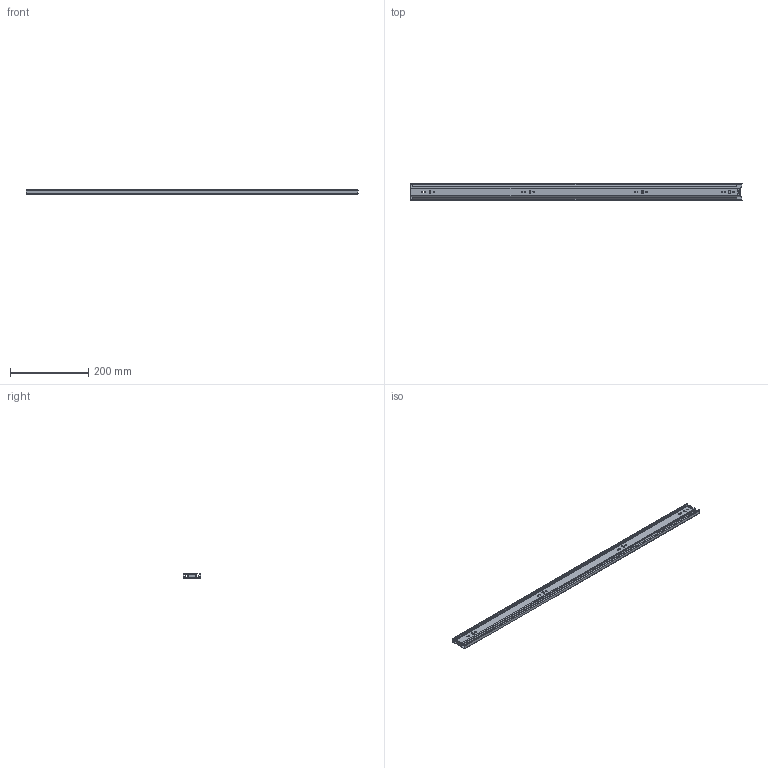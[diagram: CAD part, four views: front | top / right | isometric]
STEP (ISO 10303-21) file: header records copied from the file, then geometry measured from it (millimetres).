
FILE_DESCRIPTION( ( '' ), ' ' );
FILE_NAME( '5af9d258ceb1260df06efc66.step', '2018-05-14T18:15:52', ( '' ), ( '' ), ' ', ' ', ' ' );
FILE_SCHEMA( ( 'AUTOMOTIVE_DESIGN { 1 0 10303 214 1 1 1 1 }' ) );
Length unit declared in the file: metre
Products named in the file (5): Assem1; Part 1
Assembly tree (4 placements, depth 2):
  Assem1
    Part 1
    Part 1
    Part 1
    Part 1
Bounding box: 851.23 x 45.5 x 12.38 mm (x, y, z)
Volume: 170068.1 mm3; surface area: 266577.7 mm2
Topology: 4 solids, 4 shells, 489 faces, 1266 edges, 785 vertices
Faces by surface type: plane 306, cylinder 175, bspline 8
Full cylindrical faces by diameter (mm): 4.242 x4, 4.5 x4, 4.9 x1, 5.334 x2, 5.512 x2, 6.5 x6
Entity records: 15041 total; most frequent: CARTESIAN_POINT 2888, DIRECTION 2506, ORIENTED_EDGE 2456, EDGE_CURVE 1228, LINE 858, VECTOR 858, AXIS2_PLACEMENT_3D 824, VERTEX_POINT 766
